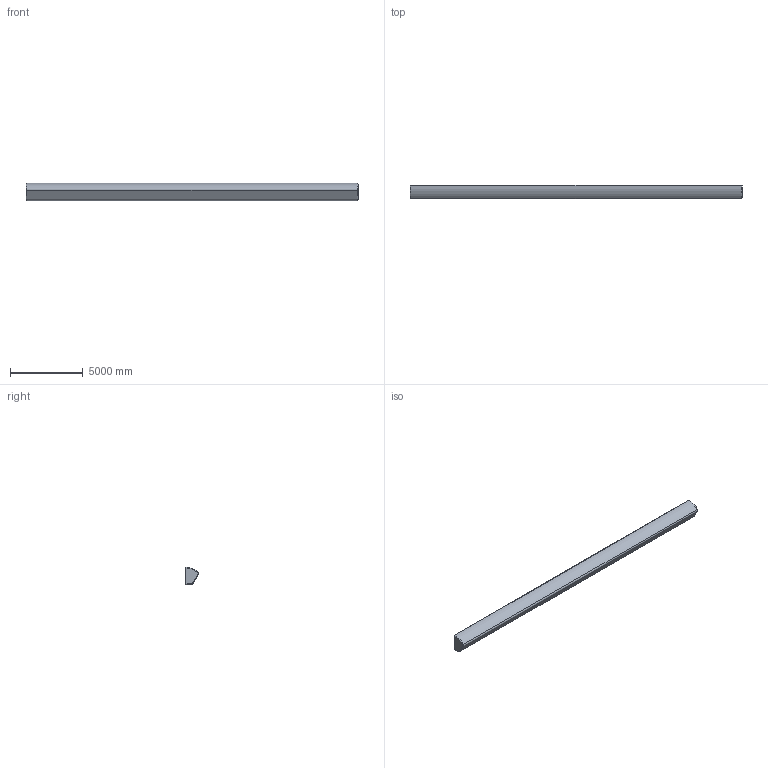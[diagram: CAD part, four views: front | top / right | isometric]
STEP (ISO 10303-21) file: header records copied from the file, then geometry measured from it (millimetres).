
FILE_DESCRIPTION((''),'2;1');
FILE_NAME('TOPSCAN2_F400323A','2006-10-19T',('Pepperl+Fuchs'),('IndustrieHansa'),'PRO/ENGINEER BY PARAMETRIC TECHNOLOGY CORPORATION, 2006200','PRO/ENGINEER BY PARAMETRIC TECHNOLOGY CORPORATION, 2006200','');
FILE_SCHEMA(('AUTOMOTIVE_DESIGN_CC2 { 1 2 10303 214 -1 1 5 2 }'));
Length unit declared in the file: inch
Products named in the file (1): TOPSCAN2_F400323A
Bounding box: 22860 x 939.76 x 1195.84 mm (x, y, z)
Volume: 19704760910.7 mm3; surface area: 84153925.9 mm2
Topology: 1 solids, 1 shells, 26 faces, 92 edges, 104 vertices
Faces by surface type: cylinder 11, torus 6, plane 5, sphere 4
Entity records: 1521 total; most frequent: DIRECTION 178, CARTESIAN_POINT 151, PRESENTATION_STYLE_ASSIGNMENT 134, STYLED_ITEM 134, ORIENTED_EDGE 104, CURVE_STYLE 101, VECTOR 60, LINE 60
